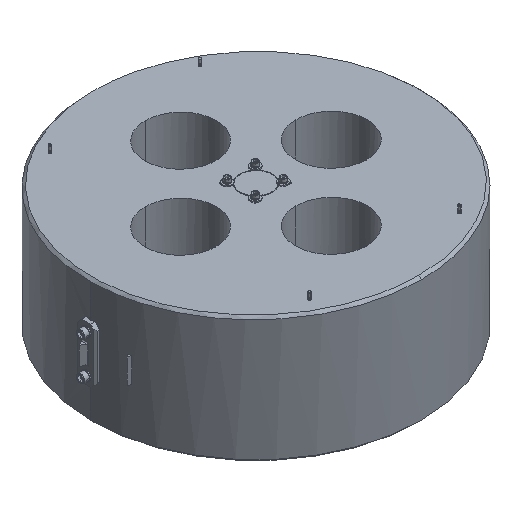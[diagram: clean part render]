
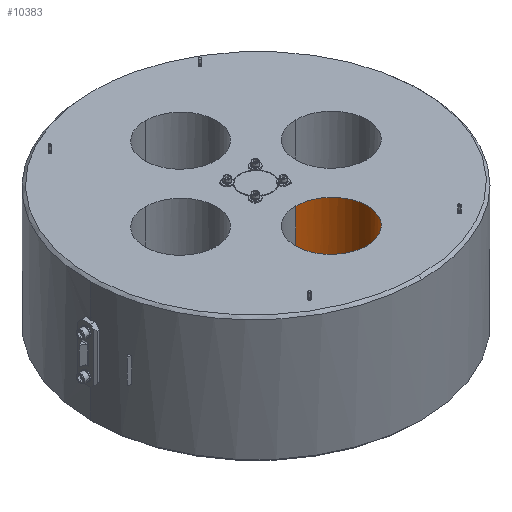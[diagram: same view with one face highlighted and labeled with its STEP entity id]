
A CAD part, isometric view. The second image highlights one B-rep face of the part: STEP entity #10383.
In plain terms, the highlighted cylindrical face has radius 28.258 mm (diameter 56.515 mm), a partial arc.
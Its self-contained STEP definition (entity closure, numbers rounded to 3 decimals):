
#1 = EDGE_CURVE ( 'NONE', #11527, #11533, #7065, .T. ) ;
#2 = EDGE_CURVE ( 'NONE', #11532, #11533, #7063, .T. ) ;
#3 = EDGE_CURVE ( 'NONE', #11526, #11532, #7064, .T. ) ;
#4 = EDGE_CURVE ( 'NONE', #11526, #11527, #5015, .T. ) ;
#566 = AXIS2_PLACEMENT_3D ( 'NONE', #10002, #10003, #9939 ) ;
#846 = AXIS2_PLACEMENT_3D ( 'NONE', #3211, #3209, #3207 ) ;
#3207 = DIRECTION ( 'NONE',  ( 0., 1., 0. ) ) ;
#3209 = DIRECTION ( 'NONE',  ( 0., 0., -1. ) ) ;
#3211 = CARTESIAN_POINT ( 'NONE',  ( 0., 60.325, 51.467 ) ) ;
#5015 =( BOUNDED_CURVE ( )  B_SPLINE_CURVE ( 3, ( #9937, #9909, #10197, #9938 ),
 .UNSPECIFIED., .F., .F. ) 
 B_SPLINE_CURVE_WITH_KNOTS ( ( 4, 4 ),
 ( 0., 3.142 ),
 .UNSPECIFIED. ) 
 CURVE ( )  GEOMETRIC_REPRESENTATION_ITEM ( )  RATIONAL_B_SPLINE_CURVE ( ( 1., 0.333, 0.333, 1. ) ) 
 REPRESENTATION_ITEM ( '' )  );
#5130 = FACE_OUTER_BOUND ( 'NONE', #11899, .T. ) ;
#5137 = CYLINDRICAL_SURFACE ( 'NONE', #846, 28.258 ) ;
#6579 = CARTESIAN_POINT ( 'NONE',  ( 0., 32.068, 50.336 ) ) ;
#6580 = CARTESIAN_POINT ( 'NONE',  ( 0., 88.583, 50.928 ) ) ;
#6585 = CARTESIAN_POINT ( 'NONE',  ( 0., 32.068, -50. ) ) ;
#6586 = CARTESIAN_POINT ( 'NONE',  ( 0., 88.583, -50. ) ) ;
#7063 = CIRCLE ( 'NONE', #566, 28.258 ) ;
#7064 = LINE ( 'NONE', #10018, #7072 ) ;
#7065 = LINE ( 'NONE', #10198, #7067 ) ;
#7067 = VECTOR ( 'NONE', #10199, 1000. ) ;
#7072 = VECTOR ( 'NONE', #10217, 1000. ) ;
#9372 = ORIENTED_EDGE ( 'NONE', *, *, #4, .F. ) ;
#9380 = ORIENTED_EDGE ( 'NONE', *, *, #1, .F. ) ;
#9542 = ORIENTED_EDGE ( 'NONE', *, *, #2, .T. ) ;
#9568 = ORIENTED_EDGE ( 'NONE', *, *, #3, .T. ) ;
#9909 = CARTESIAN_POINT ( 'NONE',  ( -56.515, 32.068, 50.336 ) ) ;
#9937 = CARTESIAN_POINT ( 'NONE',  ( 0., 32.068, 50.336 ) ) ;
#9938 = CARTESIAN_POINT ( 'NONE',  ( 0., 88.583, 50.928 ) ) ;
#9939 = DIRECTION ( 'NONE',  ( 0., 1., 0. ) ) ;
#10002 = CARTESIAN_POINT ( 'NONE',  ( 0., 60.325, -50. ) ) ;
#10003 = DIRECTION ( 'NONE',  ( 0., 0., -1. ) ) ;
#10018 = CARTESIAN_POINT ( 'NONE',  ( 0., 32.068, 51.467 ) ) ;
#10197 = CARTESIAN_POINT ( 'NONE',  ( -56.515, 88.583, 50.928 ) ) ;
#10198 = CARTESIAN_POINT ( 'NONE',  ( 0., 88.583, 51.467 ) ) ;
#10199 = DIRECTION ( 'NONE',  ( 0., 0., -1. ) ) ;
#10217 = DIRECTION ( 'NONE',  ( 0., 0., -1. ) ) ;
#10383 = ADVANCED_FACE ( 'NONE', ( #5130 ), #5137, .F. ) ;
#11526 = VERTEX_POINT ( 'NONE', #6579 ) ;
#11527 = VERTEX_POINT ( 'NONE', #6580 ) ;
#11532 = VERTEX_POINT ( 'NONE', #6585 ) ;
#11533 = VERTEX_POINT ( 'NONE', #6586 ) ;
#11899 = EDGE_LOOP ( 'NONE', ( #9372, #9568, #9542, #9380 ) ) ;
